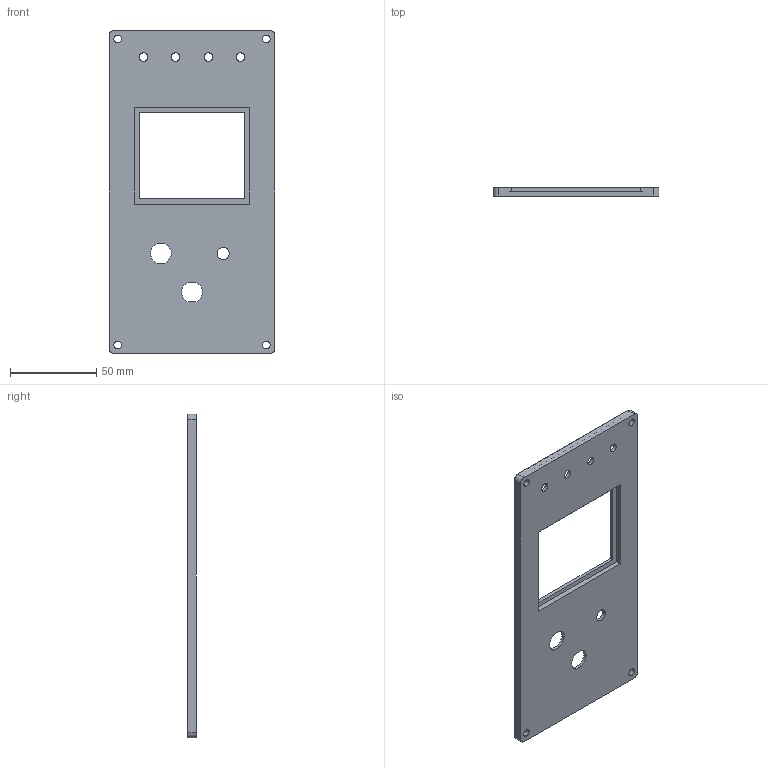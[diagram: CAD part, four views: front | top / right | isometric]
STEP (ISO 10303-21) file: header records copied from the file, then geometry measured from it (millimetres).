
FILE_DESCRIPTION((''),'2;1');
FILE_NAME('02_LID','2026-02-21T14:09:07',('Samuel'),(''),'CREO PARAMETRIC BY PTC INC, 2023073','CREO PARAMETRIC BY PTC INC, 2023073','');
FILE_SCHEMA(('CONFIG_CONTROL_DESIGN'));
Length unit declared in the file: millimetre
Products named in the file (1): 02_LID
Bounding box: 96 x 5 x 187 mm (x, y, z)
Volume: 34126.6 mm3; surface area: 38638.5 mm2
Topology: 1 solids, 1 shells, 125 faces, 354 edges, 236 vertices
Faces by surface type: plane 63, cylinder 62
Entity records: 4178 total; most frequent: DIRECTION 728, CARTESIAN_POINT 715, ORIENTED_EDGE 708, EDGE_CURVE 354, AXIS2_PLACEMENT_3D 249, VERTEX_POINT 236, VECTOR 230, LINE 230
